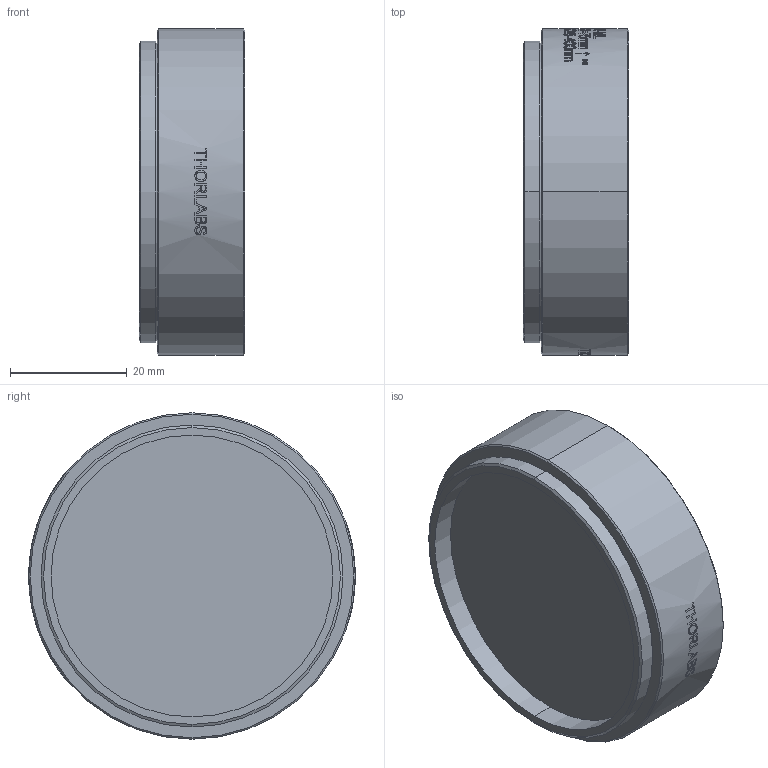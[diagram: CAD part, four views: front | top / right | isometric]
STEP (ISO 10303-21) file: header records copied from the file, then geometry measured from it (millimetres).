
FILE_DESCRIPTION (( 'STEP AP203' ), '1' );
FILE_NAME ('TTN039138-E0W.STEP', '2015-11-04T22:10:51', ( 'admin' ), ( '' ), 'SwSTEP 2.0', 'SolidWorks 2014', '' );
FILE_SCHEMA (( 'CONFIG_CONTROL_DESIGN' ));
Length unit declared in the file: millimetre
Products named in the file (1): TTN039138-E0W
Bounding box: 18.03 x 55.88 x 55.88 mm (x, y, z)
Volume: 25070.6 mm3; surface area: 13430 mm2
Topology: 3 solids, 3 shells, 147 faces, 834 edges, 783 vertices
Faces by surface type: cylinder 107, cone 22, plane 16, torus 2
Entity records: 15003 total; most frequent: CARTESIAN_POINT 8406, ORIENTED_EDGE 1664, DIRECTION 1014, EDGE_CURVE 832, VERTEX_POINT 783, AXIS2_PLACEMENT_3D 407, B_SPLINE_CURVE_WITH_KNOTS 373, CIRCLE 259
